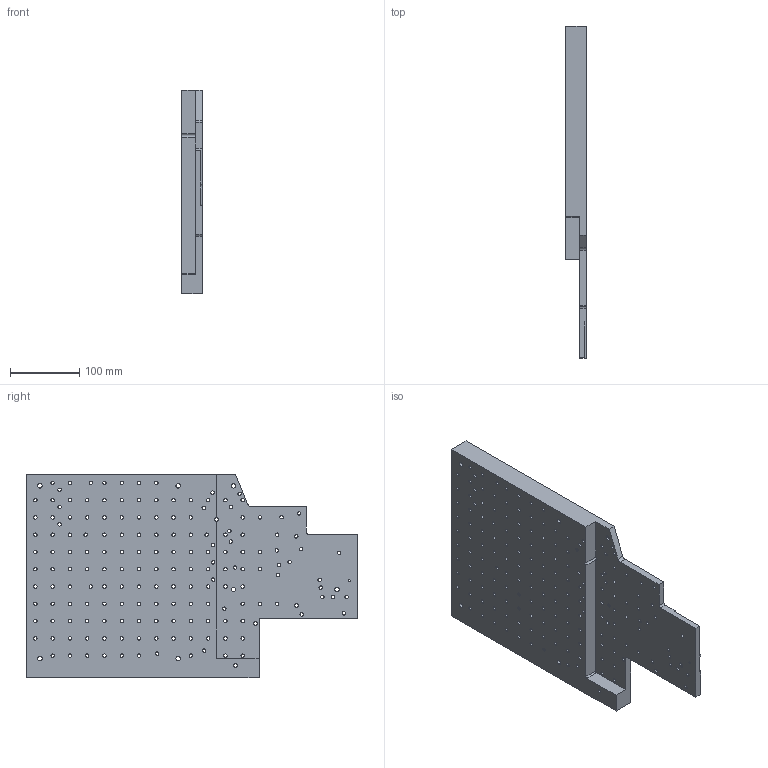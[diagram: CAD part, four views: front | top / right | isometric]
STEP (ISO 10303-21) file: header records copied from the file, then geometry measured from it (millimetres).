
FILE_DESCRIPTION (( 'STEP AP214' ), '1' );
FILE_NAME ('11_baseBoard.STEP', '2021-11-23T11:29:31', ( '' ), ( '' ), 'SwSTEP 2.0', 'SolidWorks 2020', '' );
FILE_SCHEMA (( 'AUTOMOTIVE_DESIGN' ));
Length unit declared in the file: millimetre
Products named in the file (1): 11_baseBoard
Bounding box: 30 x 480 x 295 mm (x, y, z)
Volume: 2740191.2 mm3; surface area: 344042.8 mm2
Topology: 1 solids, 1 shells, 678 faces, 1973 edges, 1239 vertices
Faces by surface type: cylinder 471, plane 117, cone 90
Entity records: 26721 total; most frequent: DIRECTION 4247, CARTESIAN_POINT 3801, ORIENTED_EDGE 3766, EDGE_CURVE 1883, AXIS2_PLACEMENT_3D 1685, VERTEX_POINT 1239, EDGE_LOOP 1070, CIRCLE 1006
